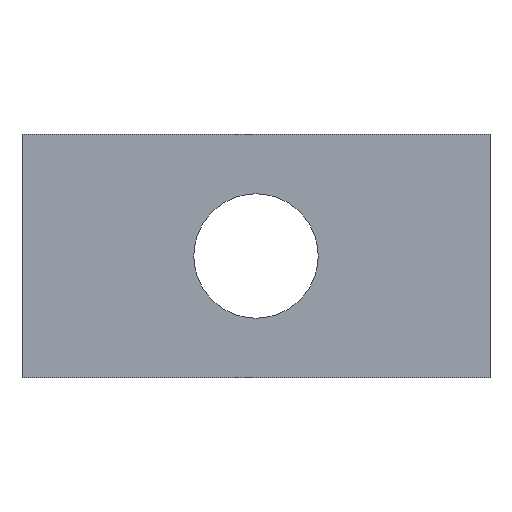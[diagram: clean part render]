
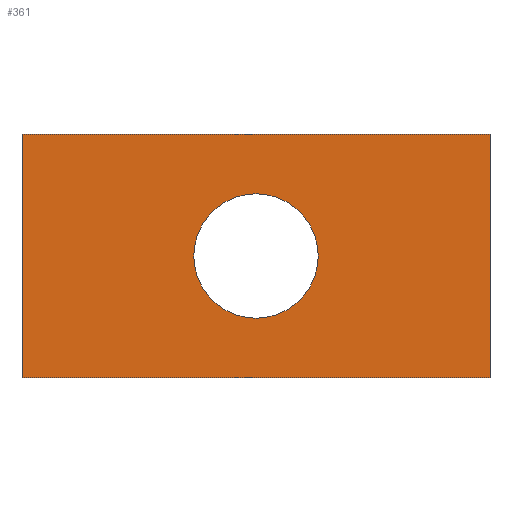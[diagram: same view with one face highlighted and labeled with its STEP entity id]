
A CAD part, left-side view. The second image highlights one B-rep face of the part: STEP entity #361.
In plain terms, the highlighted planar face has unit normal (-1, 0, 0).
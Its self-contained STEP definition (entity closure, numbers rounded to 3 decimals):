
#13=FACE_BOUND($,#52,.T.);
#33=FACE_OUTER_BOUND($,#51,.T.);
#51=EDGE_LOOP($,(#288,#289,#290,#291));
#52=EDGE_LOOP($,(#292));
#70=CIRCLE($,#392,3.324);
#94=LINE($,#567,#134);
#100=LINE($,#578,#140);
#101=LINE($,#580,#141);
#102=LINE($,#581,#142);
#134=VECTOR($,#463,13.);
#140=VECTOR($,#471,25.);
#141=VECTOR($,#472,13.);
#142=VECTOR($,#473,25.);
#174=VERTEX_POINT($,#565);
#175=VERTEX_POINT($,#566);
#179=VERTEX_POINT($,#577);
#180=VERTEX_POINT($,#579);
#181=VERTEX_POINT($,#582);
#216=EDGE_CURVE($,#174,#175,#94,.T.);
#222=EDGE_CURVE($,#175,#179,#100,.T.);
#223=EDGE_CURVE($,#179,#180,#101,.T.);
#224=EDGE_CURVE($,#180,#174,#102,.T.);
#225=EDGE_CURVE($,#181,#181,#70,.T.);
#288=ORIENTED_EDGE($,*,*,#216,.T.);
#289=ORIENTED_EDGE($,*,*,#222,.T.);
#290=ORIENTED_EDGE($,*,*,#223,.T.);
#291=ORIENTED_EDGE($,*,*,#224,.T.);
#292=ORIENTED_EDGE($,*,*,#225,.T.);
#343=PLANE($,#391);
#361=ADVANCED_FACE($,(#33,#13),#343,.T.);
#391=AXIS2_PLACEMENT_3D($,#576,#469,#470);
#392=AXIS2_PLACEMENT_3D($,#583,#474,#475);
#463=DIRECTION($,(0.,0.,-1.));
#469=DIRECTION('center_axis',(-1.,0.,0.));
#470=DIRECTION('ref_axis',(0.,0.,1.));
#471=DIRECTION($,(0.,-1.,0.));
#472=DIRECTION($,(0.,0.,1.));
#473=DIRECTION($,(0.,1.,0.));
#474=DIRECTION('center_axis',(1.,0.,0.));
#475=DIRECTION('ref_axis',(0.,0.,1.));
#565=CARTESIAN_POINT('',(0.,12.5,6.5));
#566=CARTESIAN_POINT('',(0.,12.5,-6.5));
#567=CARTESIAN_POINT($,(0.,12.5,-6.5));
#576=CARTESIAN_POINT('Origin',(0.,0.,6.5));
#577=CARTESIAN_POINT('',(0.,-12.5,-6.5));
#578=CARTESIAN_POINT($,(0.,0.,-6.5));
#579=CARTESIAN_POINT('',(0.,-12.5,6.5));
#580=CARTESIAN_POINT($,(0.,-12.5,-6.5));
#581=CARTESIAN_POINT($,(0.,0.,6.5));
#582=CARTESIAN_POINT('',(0.,0.,3.324));
#583=CARTESIAN_POINT('Origin',(0.,0.,0.));
